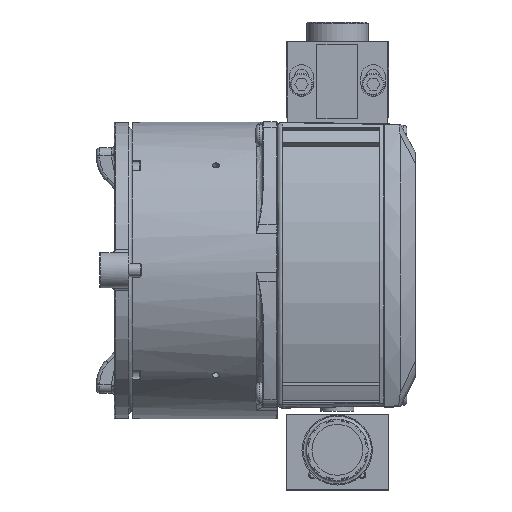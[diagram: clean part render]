
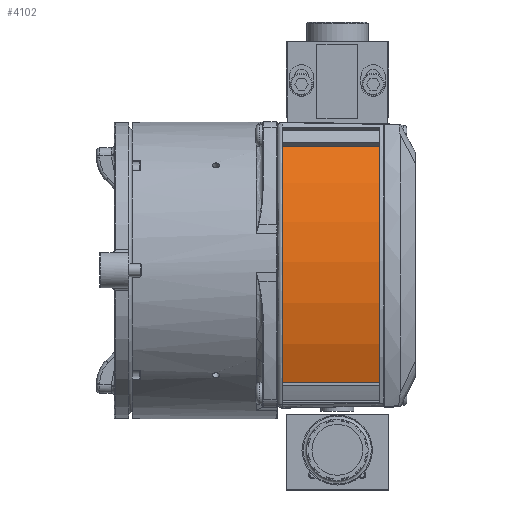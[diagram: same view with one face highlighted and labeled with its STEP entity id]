
A CAD part, top view. The second image highlights one B-rep face of the part: STEP entity #4102.
In plain terms, the highlighted cylindrical face has radius 82.779 mm (diameter 165.557 mm), a partial arc.
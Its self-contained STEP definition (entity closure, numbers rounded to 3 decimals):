
#1312=FACE_OUTER_BOUND('',#9172,.T.);
#3059=CYLINDRICAL_SURFACE('',#29316,82.779);
#4102=ADVANCED_FACE('',(#1312),#3059,.T.);
#6420=CIRCLE('',#29314,82.779);
#6421=CIRCLE('',#29315,82.779);
#9172=EDGE_LOOP('',(#13220,#13221,#13222,#13223));
#13220=ORIENTED_EDGE('',*,*,#22468,.F.);
#13221=ORIENTED_EDGE('',*,*,#22469,.F.);
#13222=ORIENTED_EDGE('',*,*,#22470,.T.);
#13223=ORIENTED_EDGE('',*,*,#22471,.T.);
#19591=VERTEX_POINT('',#46113);
#19592=VERTEX_POINT('',#46114);
#19593=VERTEX_POINT('',#46116);
#19594=VERTEX_POINT('',#46118);
#22468=EDGE_CURVE('',#19591,#19592,#6420,.T.);
#22469=EDGE_CURVE('',#19593,#19591,#25693,.T.);
#22470=EDGE_CURVE('',#19593,#19594,#6421,.T.);
#22471=EDGE_CURVE('',#19594,#19592,#25694,.T.);
#25693=LINE('',#46115,#27305);
#25694=LINE('',#46119,#27306);
#27305=VECTOR('',#34524,1.);
#27306=VECTOR('',#34527,1.);
#29314=AXIS2_PLACEMENT_3D('',#46112,#34522,#34523);
#29315=AXIS2_PLACEMENT_3D('',#46117,#34525,#34526);
#29316=AXIS2_PLACEMENT_3D('',#46120,#34528,#34529);
#34522=DIRECTION('',(1.,0.,0.));
#34523=DIRECTION('',(0.,0.,-1.));
#34524=DIRECTION('',(1.,0.,0.));
#34525=DIRECTION('',(1.,0.,0.));
#34526=DIRECTION('',(0.,0.,-1.));
#34527=DIRECTION('',(1.,0.,0.));
#34528=DIRECTION('',(1.,0.,0.));
#34529=DIRECTION('',(0.,0.,1.));
#46112=CARTESIAN_POINT('',(13.121,68.436,115.951));
#46113=CARTESIAN_POINT('',(13.121,111.526,186.63));
#46114=CARTESIAN_POINT('',(13.121,38.359,193.072));
#46115=CARTESIAN_POINT('',(-17.08,111.526,186.63));
#46116=CARTESIAN_POINT('',(-17.08,111.526,186.63));
#46117=CARTESIAN_POINT('',(-17.08,68.436,115.951));
#46118=CARTESIAN_POINT('',(-17.08,38.359,193.072));
#46119=CARTESIAN_POINT('',(-17.08,38.359,193.072));
#46120=CARTESIAN_POINT('',(-17.08,68.436,115.951));
